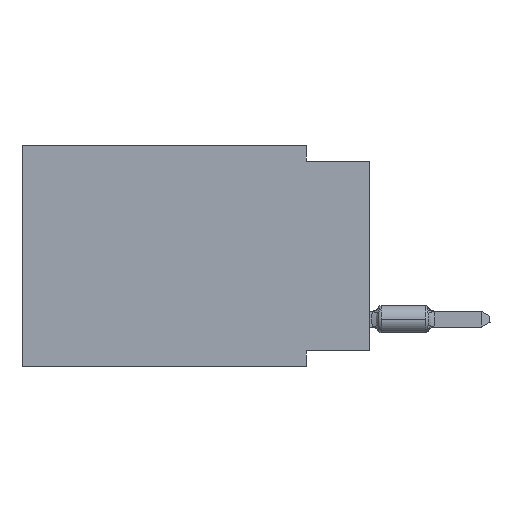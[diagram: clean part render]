
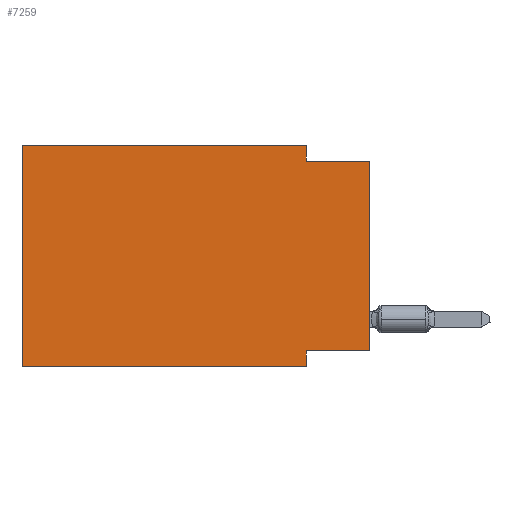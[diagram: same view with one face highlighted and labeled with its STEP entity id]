
A CAD part, left-side view. The second image highlights one B-rep face of the part: STEP entity #7259.
In plain terms, the highlighted planar face has unit normal (-1, 0, 0).
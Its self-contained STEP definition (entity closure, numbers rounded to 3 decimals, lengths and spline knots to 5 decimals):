
#600 = CARTESIAN_POINT ( 'NONE',  ( 0., 0.1, 0. ) ) ;
#1197 = ORIENTED_EDGE ( 'NONE', *, *, #47066, .F. ) ;
#1337 = DIRECTION ( 'NONE',  ( 0., -1., 0. ) ) ;
#1402 = EDGE_CURVE ( 'NONE', #9509, #33415, #66504, .T. ) ;
#1505 = ORIENTED_EDGE ( 'NONE', *, *, #2994, .T. ) ;
#2249 = LINE ( 'NONE', #19417, #53123 ) ;
#2994 = EDGE_CURVE ( 'NONE', #55914, #39228, #9639, .T. ) ;
#3583 = FACE_OUTER_BOUND ( 'NONE', #12324, .T. ) ;
#4092 = DIRECTION ( 'NONE',  ( 0., -1., 0. ) ) ;
#4750 = ORIENTED_EDGE ( 'NONE', *, *, #20827, .F. ) ;
#6041 = EDGE_CURVE ( 'NONE', #54828, #37230, #59993, .T. ) ;
#7259 = ADVANCED_FACE ( 'NONE', ( #3583 ), #61113, .F. ) ;
#7956 = VECTOR ( 'NONE', #20143, 39.37008 ) ;
#8405 = CARTESIAN_POINT ( 'NONE',  ( 0., 0.1, -0.325 ) ) ;
#8974 = CARTESIAN_POINT ( 'NONE',  ( 0., 0.1, -0.025 ) ) ;
#9509 = VERTEX_POINT ( 'NONE', #8405 ) ;
#9639 = LINE ( 'NONE', #65684, #41357 ) ;
#12324 = EDGE_LOOP ( 'NONE', ( #1505, #1197, #4750, #57062, #36871, #56723, #68906, #72866 ) ) ;
#12546 = LINE ( 'NONE', #52522, #53056 ) ;
#15520 = DIRECTION ( 'NONE',  ( 1., 0., 0. ) ) ;
#16902 = VECTOR ( 'NONE', #4092, 39.37008 ) ;
#19417 = CARTESIAN_POINT ( 'NONE',  ( 0., 0.55, 0. ) ) ;
#20143 = DIRECTION ( 'NONE',  ( 0., 1., 0. ) ) ;
#20382 = CARTESIAN_POINT ( 'NONE',  ( 0., 0.55, 0. ) ) ;
#20827 = EDGE_CURVE ( 'NONE', #37230, #25248, #36001, .T. ) ;
#21979 = VECTOR ( 'NONE', #49165, 39.37008 ) ;
#22998 = CARTESIAN_POINT ( 'NONE',  ( 0., 0.55, -0.35 ) ) ;
#25248 = VERTEX_POINT ( 'NONE', #8974 ) ;
#26122 = LINE ( 'NONE', #32475, #7956 ) ;
#31389 = CARTESIAN_POINT ( 'NONE',  ( 0., 0., -0.025 ) ) ;
#32235 = CARTESIAN_POINT ( 'NONE',  ( 0., 0., -0.025 ) ) ;
#32475 = CARTESIAN_POINT ( 'NONE',  ( 0., 0., -0.325 ) ) ;
#33415 = VERTEX_POINT ( 'NONE', #36269 ) ;
#36001 = LINE ( 'NONE', #70347, #52307 ) ;
#36269 = CARTESIAN_POINT ( 'NONE',  ( 0., 0.1, -0.35 ) ) ;
#36871 = ORIENTED_EDGE ( 'NONE', *, *, #37600, .F. ) ;
#37230 = VERTEX_POINT ( 'NONE', #600 ) ;
#37257 = CARTESIAN_POINT ( 'NONE',  ( 0., 0.55, 0. ) ) ;
#37316 = DIRECTION ( 'NONE',  ( 0., 0., 1. ) ) ;
#37600 = EDGE_CURVE ( 'NONE', #42255, #54828, #2249, .T. ) ;
#38406 = EDGE_CURVE ( 'NONE', #42255, #33415, #12546, .T. ) ;
#39228 = VERTEX_POINT ( 'NONE', #32235 ) ;
#41357 = VECTOR ( 'NONE', #37316, 39.37008 ) ;
#42121 = CARTESIAN_POINT ( 'NONE',  ( 0., 0., -0.325 ) ) ;
#42255 = VERTEX_POINT ( 'NONE', #22998 ) ;
#43931 = CARTESIAN_POINT ( 'NONE',  ( 0., 0.55, 0. ) ) ;
#46480 = AXIS2_PLACEMENT_3D ( 'NONE', #20382, #15520, #49180 ) ;
#47066 = EDGE_CURVE ( 'NONE', #25248, #39228, #54172, .T. ) ;
#47832 = DIRECTION ( 'NONE',  ( 0., 0., 1. ) ) ;
#49165 = DIRECTION ( 'NONE',  ( 0., -1., 0. ) ) ;
#49180 = DIRECTION ( 'NONE',  ( 0., 0., -1. ) ) ;
#52307 = VECTOR ( 'NONE', #69604, 39.37008 ) ;
#52522 = CARTESIAN_POINT ( 'NONE',  ( 0., 0.55, -0.35 ) ) ;
#53056 = VECTOR ( 'NONE', #1337, 39.37008 ) ;
#53123 = VECTOR ( 'NONE', #47832, 39.37008 ) ;
#53226 = VECTOR ( 'NONE', #65396, 39.37008 ) ;
#54172 = LINE ( 'NONE', #31389, #16902 ) ;
#54472 = EDGE_CURVE ( 'NONE', #55914, #9509, #26122, .T. ) ;
#54567 = CARTESIAN_POINT ( 'NONE',  ( 0., 0.1, -0.35 ) ) ;
#54828 = VERTEX_POINT ( 'NONE', #37257 ) ;
#55914 = VERTEX_POINT ( 'NONE', #42121 ) ;
#56723 = ORIENTED_EDGE ( 'NONE', *, *, #38406, .T. ) ;
#57062 = ORIENTED_EDGE ( 'NONE', *, *, #6041, .F. ) ;
#59993 = LINE ( 'NONE', #43931, #21979 ) ;
#61113 = PLANE ( 'NONE',  #46480 ) ;
#65396 = DIRECTION ( 'NONE',  ( 0., 0., -1. ) ) ;
#65684 = CARTESIAN_POINT ( 'NONE',  ( 0., 0., 0. ) ) ;
#66504 = LINE ( 'NONE', #54567, #53226 ) ;
#68906 = ORIENTED_EDGE ( 'NONE', *, *, #1402, .F. ) ;
#69604 = DIRECTION ( 'NONE',  ( 0., 0., -1. ) ) ;
#70347 = CARTESIAN_POINT ( 'NONE',  ( 0., 0.1, 0. ) ) ;
#72866 = ORIENTED_EDGE ( 'NONE', *, *, #54472, .F. ) ;
